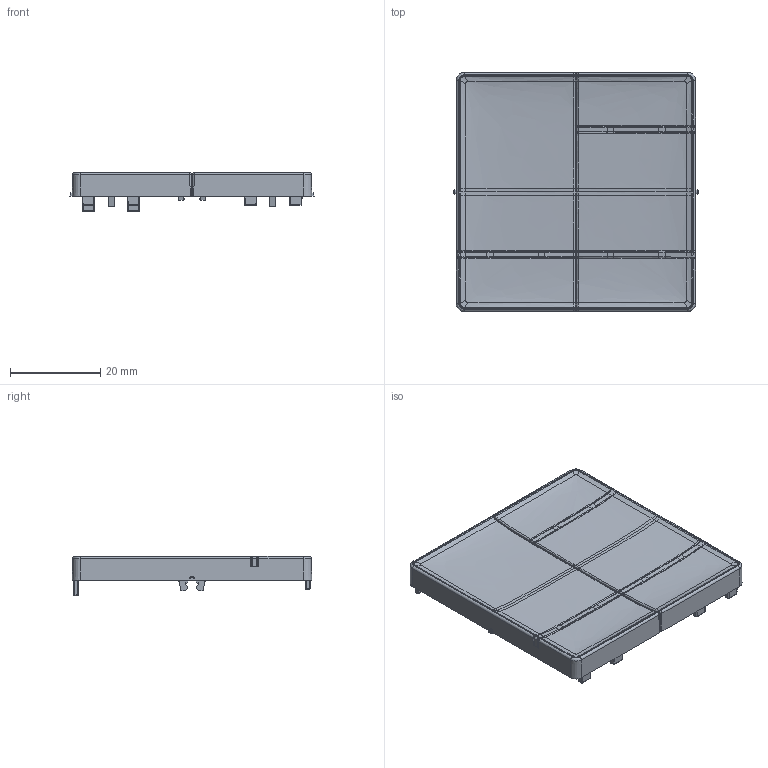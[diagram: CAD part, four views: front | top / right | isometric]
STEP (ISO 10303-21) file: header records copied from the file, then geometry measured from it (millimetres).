
FILE_DESCRIPTION(('CATIA V5 STEP Exchange','CAx-IF Rec.Pracs.--- Model Styling and Organization---1.4--- 2014-01-23'),'2;1');
FILE_NAME('754739_AllCATPart.stp','2020-02-18T10:56:38+00:00',('none'),('none'),'CATIA Version 5-6 Release 2017 SP3','CATIA V5 STEP AP214','none');
FILE_SCHEMA(('AUTOMOTIVE_DESIGN { 1 0 10303 214 1 1 1 1 }'));
Products named in the file (1): 754739_AllCATPart
Bounding box: 54.2 x 53.19 x 8.8 mm (x, y, z)
Volume: 6156.5 mm3; surface area: 8826.5 mm2
Topology: 3 solids, 10 shells, 7358 faces, 21412 edges, 14096 vertices
Faces by surface type: plane 6577, bspline 335, cylinder 228, extrusion 94, cone 70, sphere 38, torus 16
Entity records: 271429 total; most frequent: CARTESIAN_POINT 94002, ORIENTED_EDGE 42744, DIRECTION 23777, EDGE_CURVE 21372, VERTEX_POINT 14096, B_SPLINE_CURVE_WITH_KNOTS 11119, VECTOR 10205, LINE 10111
